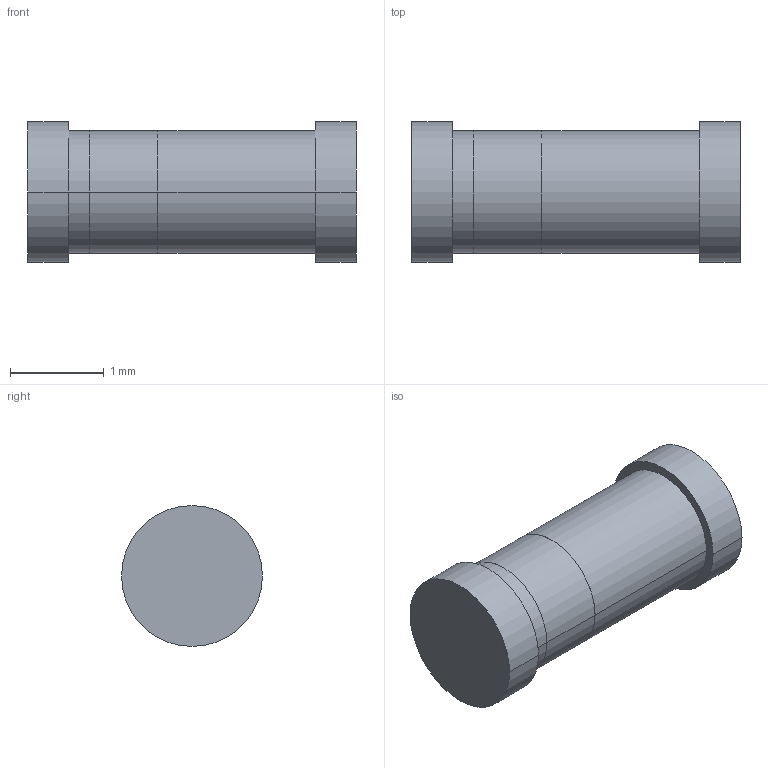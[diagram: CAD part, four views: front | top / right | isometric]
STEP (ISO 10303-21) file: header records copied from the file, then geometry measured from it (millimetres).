
FILE_DESCRIPTION (( 'STEP AP214' ), '1' );
FILE_NAME ( 'DIOMELF350X150L43N.STEP', '2022-07-01T22:11:56', ( '' ), ( '' ), '', '©2017 PCB Libraries, Inc.', '' );
FILE_SCHEMA (( 'AUTOMOTIVE_DESIGN' ));
Length unit declared in the file: millimetre
Products named in the file (1): DIOMELF350X150L43N
Bounding box: 3.5 x 1.5 x 1.5 mm (x, y, z)
Volume: 5 mm3; surface area: 24.6 mm2
Topology: 3 solids, 3 shells, 18 faces, 30 edges, 20 vertices
Faces by surface type: cylinder 10, plane 8
Entity records: 543 total; most frequent: DIRECTION 88, CARTESIAN_POINT 69, ORIENTED_EDGE 60, AXIS2_PLACEMENT_3D 39, EDGE_CURVE 30, STYLED_ITEM 22, PRESENTATION_LAYER_ASSIGNMENT 22, MECHANICAL_DESIGN_GEOMETRIC_PRESENTATION_REPRESENTATION 22
